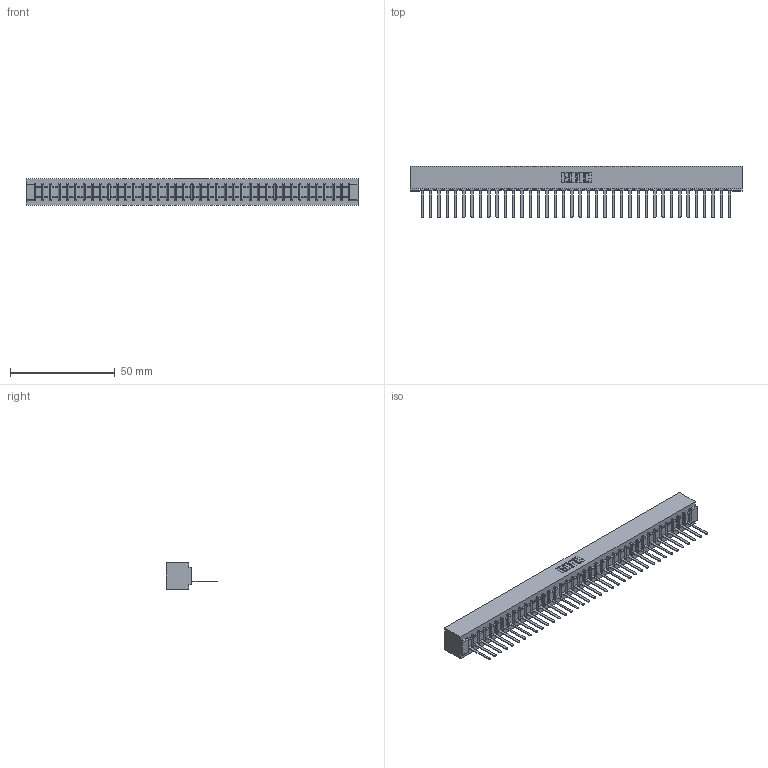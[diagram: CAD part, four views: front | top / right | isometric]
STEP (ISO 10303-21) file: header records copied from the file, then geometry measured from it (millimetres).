
FILE_DESCRIPTION (( 'STEP AP203' ), '1' );
FILE_NAME ('357-038-541-101.STEP', '2019-09-17T07:45:42', ( '' ), ( '' ), 'SwSTEP 2.0', 'SolidWorks 2016', '' );
FILE_SCHEMA (( 'CONFIG_CONTROL_DESIGN' ));
Length unit declared in the file: inch
Products named in the file (3): 307-290-002_541; 307 Part_No Mounting Lugs; 357-038-541-101
Assembly tree (39 placements, depth 2):
  357-038-541-101
    307 Part_No Mounting Lugs
    307-290-002_541  x38
Bounding box: 158.45 x 24.59 x 12.7 mm (x, y, z)
Volume: 17590.8 mm3; surface area: 23070.1 mm2
Topology: 39 solids, 39 shells, 2961 faces, 9115 edges, 5970 vertices
Faces by surface type: plane 1776, cylinder 1107, sphere 78
Entity records: 33510 total; most frequent: CARTESIAN_POINT 5652, ORIENTED_EDGE 5642, DIRECTION 5491, EDGE_CURVE 2821, LINE 2161, VECTOR 2161, VERTEX_POINT 1826, AXIS2_PLACEMENT_3D 1665
